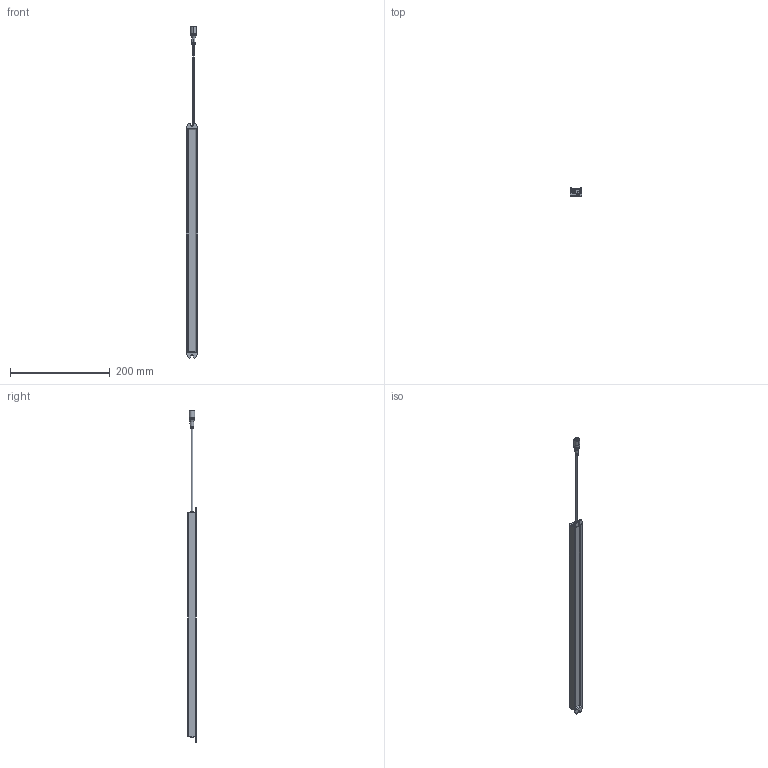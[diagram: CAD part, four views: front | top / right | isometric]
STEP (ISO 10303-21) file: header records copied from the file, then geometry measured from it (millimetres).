
FILE_DESCRIPTION (( 'STEP AP203' ), '1' );
FILE_NAME ('CYL-G32S-SPT.step', '2025-10-06T07:36:09', ( '' ), ( '' ), 'SwSTEP 2.0', 'SolidWorks 2020', '' );
FILE_SCHEMA (( 'CONFIG_CONTROL_DESIGN' ));
Length unit declared in the file: millimetre
Products named in the file (1): CYL-G32S-SPT
Bounding box: 23 x 17 x 667 mm (x, y, z)
Volume: 126821.7 mm3; surface area: 66731.3 mm2
Topology: 1 solids, 6 shells, 263 faces, 690 edges, 450 vertices
Faces by surface type: plane 157, cylinder 82, torus 16, cone 8
Entity records: 8361 total; most frequent: CARTESIAN_POINT 1684, DIRECTION 1380, ORIENTED_EDGE 1380, EDGE_CURVE 690, AXIS2_PLACEMENT_3D 482, VERTEX_POINT 450, LINE 416, VECTOR 416
